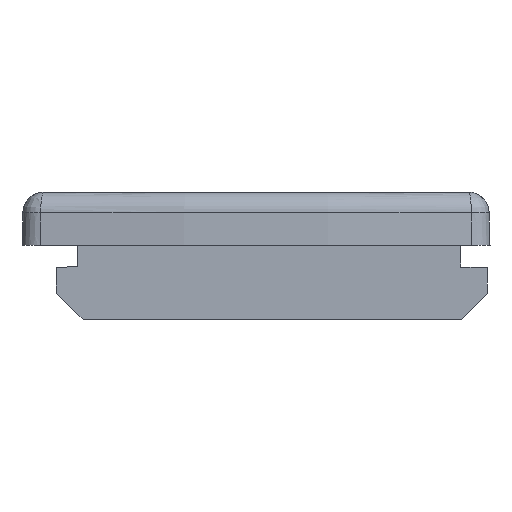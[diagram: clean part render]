
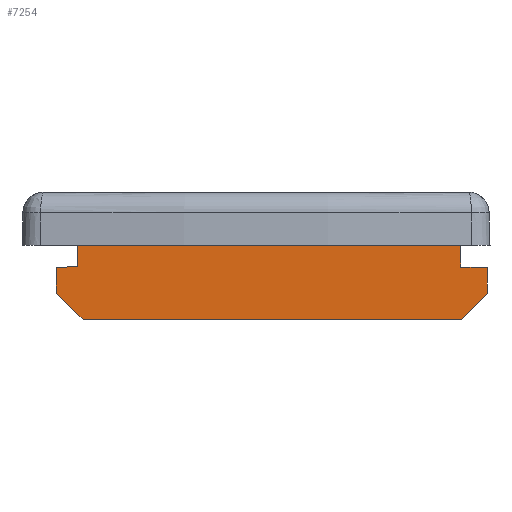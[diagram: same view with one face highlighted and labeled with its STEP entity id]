
A CAD part, front view. The second image highlights one B-rep face of the part: STEP entity #7254.
In plain terms, the highlighted planar face has unit normal (0, -1, 0).
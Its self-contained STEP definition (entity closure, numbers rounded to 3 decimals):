
#7186=AXIS2_PLACEMENT_3D('Plane Axis2P3D',#7183,#7184,#7185) ;
#50=CARTESIAN_POINT('Vertex',(41.341,14.987,0.)) ;
#53=CARTESIAN_POINT('Line Origine',(23.539,14.987,0.)) ;
#57=CARTESIAN_POINT('Vertex',(5.737,14.987,0.)) ;
#7164=CARTESIAN_POINT('Line Origine',(42.547,14.987,1.25)) ;
#7168=CARTESIAN_POINT('Vertex',(43.754,14.987,2.5)) ;
#7183=CARTESIAN_POINT('Axis2P3D Location',(43.974,14.987,7.)) ;
#7188=CARTESIAN_POINT('Line Origine',(43.733,14.987,3.706)) ;
#7192=CARTESIAN_POINT('Vertex',(43.712,14.987,4.913)) ;
#7195=CARTESIAN_POINT('Line Origine',(42.475,14.987,4.935)) ;
#7199=CARTESIAN_POINT('Vertex',(41.237,14.987,4.956)) ;
#7202=CARTESIAN_POINT('Line Origine',(41.237,14.987,5.978)) ;
#7206=CARTESIAN_POINT('Vertex',(41.237,14.987,7.)) ;
#7209=CARTESIAN_POINT('Line Origine',(23.237,14.987,7.)) ;
#7213=CARTESIAN_POINT('Vertex',(5.237,14.987,7.)) ;
#7216=CARTESIAN_POINT('Line Origine',(5.237,14.987,6.)) ;
#7220=CARTESIAN_POINT('Vertex',(5.237,14.987,5.)) ;
#7223=CARTESIAN_POINT('Line Origine',(4.237,14.987,4.965)) ;
#7227=CARTESIAN_POINT('Vertex',(3.237,14.987,4.93)) ;
#7230=CARTESIAN_POINT('Line Origine',(3.237,14.987,3.715)) ;
#7234=CARTESIAN_POINT('Vertex',(3.237,14.987,2.5)) ;
#7237=CARTESIAN_POINT('Line Origine',(4.487,14.987,1.25)) ;
#54=DIRECTION('Vector Direction',(-1.,0.,0.)) ;
#7165=DIRECTION('Vector Direction',(0.695,0.,0.719)) ;
#7184=DIRECTION('Axis2P3D Direction',(0.,-1.,0.)) ;
#7185=DIRECTION('Axis2P3D XDirection',(1.,0.,0.)) ;
#7189=DIRECTION('Vector Direction',(0.017,0.,-1.)) ;
#7196=DIRECTION('Vector Direction',(-1.,0.,0.017)) ;
#7203=DIRECTION('Vector Direction',(0.,0.,-1.)) ;
#7210=DIRECTION('Vector Direction',(-1.,0.,0.)) ;
#7217=DIRECTION('Vector Direction',(0.,0.,-1.)) ;
#7224=DIRECTION('Vector Direction',(0.999,0.,0.035)) ;
#7231=DIRECTION('Vector Direction',(0.,0.,1.)) ;
#7238=DIRECTION('Vector Direction',(0.707,0.,-0.707)) ;
#55=VECTOR('Line Direction',#54,1.) ;
#7166=VECTOR('Line Direction',#7165,1.) ;
#7190=VECTOR('Line Direction',#7189,1.) ;
#7197=VECTOR('Line Direction',#7196,1.) ;
#7204=VECTOR('Line Direction',#7203,1.) ;
#7211=VECTOR('Line Direction',#7210,1.) ;
#7218=VECTOR('Line Direction',#7217,1.) ;
#7225=VECTOR('Line Direction',#7224,1.) ;
#7232=VECTOR('Line Direction',#7231,1.) ;
#7239=VECTOR('Line Direction',#7238,1.) ;
#7243=ORIENTED_EDGE('',*,*,#59,.F.) ;
#7244=ORIENTED_EDGE('',*,*,#7170,.T.) ;
#7245=ORIENTED_EDGE('',*,*,#7194,.F.) ;
#7246=ORIENTED_EDGE('',*,*,#7201,.T.) ;
#7247=ORIENTED_EDGE('',*,*,#7208,.F.) ;
#7248=ORIENTED_EDGE('',*,*,#7215,.T.) ;
#7249=ORIENTED_EDGE('',*,*,#7222,.T.) ;
#7250=ORIENTED_EDGE('',*,*,#7229,.F.) ;
#7251=ORIENTED_EDGE('',*,*,#7236,.F.) ;
#7252=ORIENTED_EDGE('',*,*,#7241,.T.) ;
#7254=ADVANCED_FACE('CABTITE_EP_A_24-48_GY',(#7253),#7187,.T.) ;
#59=EDGE_CURVE('',#51,#58,#56,.T.) ;
#7170=EDGE_CURVE('',#51,#7169,#7167,.T.) ;
#7194=EDGE_CURVE('',#7193,#7169,#7191,.T.) ;
#7201=EDGE_CURVE('',#7193,#7200,#7198,.T.) ;
#7208=EDGE_CURVE('',#7207,#7200,#7205,.T.) ;
#7215=EDGE_CURVE('',#7207,#7214,#7212,.T.) ;
#7222=EDGE_CURVE('',#7214,#7221,#7219,.T.) ;
#7229=EDGE_CURVE('',#7228,#7221,#7226,.T.) ;
#7236=EDGE_CURVE('',#7235,#7228,#7233,.T.) ;
#7241=EDGE_CURVE('',#7235,#58,#7240,.T.) ;
#7242=EDGE_LOOP('',(#7243,#7244,#7245,#7246,#7247,#7248,#7249,#7250,#7251,#7252)) ;
#7253=FACE_OUTER_BOUND('',#7242,.T.) ;
#56=LINE('Line',#53,#55) ;
#7167=LINE('Line',#7164,#7166) ;
#7191=LINE('Line',#7188,#7190) ;
#7198=LINE('Line',#7195,#7197) ;
#7205=LINE('Line',#7202,#7204) ;
#7212=LINE('Line',#7209,#7211) ;
#7219=LINE('Line',#7216,#7218) ;
#7226=LINE('Line',#7223,#7225) ;
#7233=LINE('Line',#7230,#7232) ;
#7240=LINE('Line',#7237,#7239) ;
#7187=PLANE('',#7186) ;
#51=VERTEX_POINT('',#50) ;
#58=VERTEX_POINT('',#57) ;
#7169=VERTEX_POINT('',#7168) ;
#7193=VERTEX_POINT('',#7192) ;
#7200=VERTEX_POINT('',#7199) ;
#7207=VERTEX_POINT('',#7206) ;
#7214=VERTEX_POINT('',#7213) ;
#7221=VERTEX_POINT('',#7220) ;
#7228=VERTEX_POINT('',#7227) ;
#7235=VERTEX_POINT('',#7234) ;
